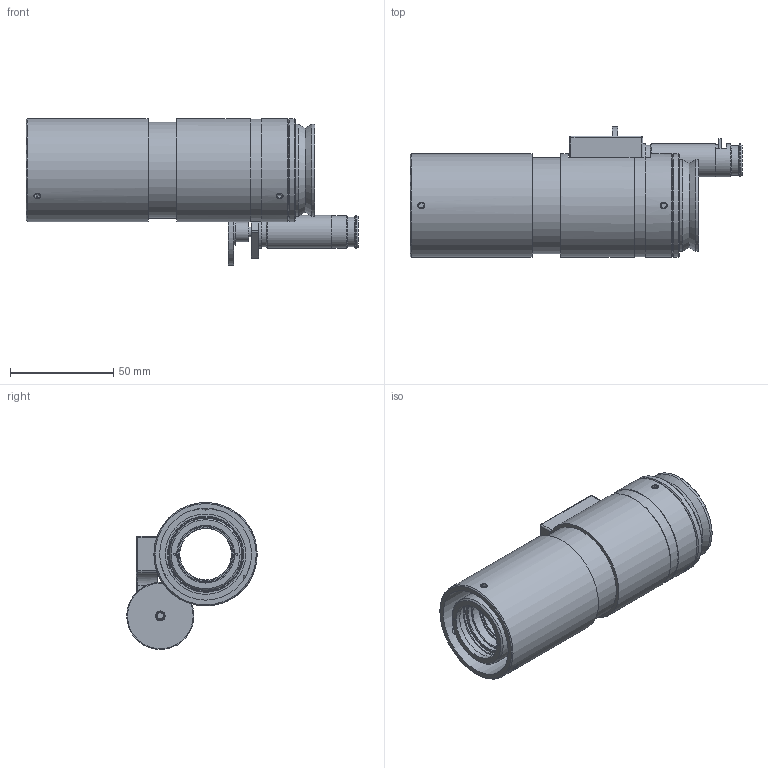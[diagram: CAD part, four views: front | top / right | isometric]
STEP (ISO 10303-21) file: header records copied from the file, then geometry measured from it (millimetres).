
FILE_DESCRIPTION(/* description */ (''),/* implementation_level */ '2;1');
FILE_NAME(/* name */ '80200_0.stp',/* time_stamp */ '2018-01-04T14:47:52-05:00',/* author */ ('BONAFEDE'),/* organization */ ('NAVITAR'),/* preprocessor_version */ 'ST-DEVELOPER v16.13',/* originating_system */ 'Autodesk Inventor 2018',/* authorisation */ '');
FILE_SCHEMA (('AUTOMOTIVE_DESIGN { 1 0 10303 214 3 1 1 }'));
Length unit declared in the file: inch
Products named in the file (1): Part3
Bounding box: 160.7 x 63.2 x 71.16 mm (x, y, z)
Volume: 144694.5 mm3; surface area: 97203.9 mm2
Topology: 6 solids, 20 shells, 1108 faces, 2784 edges, 1840 vertices
Faces by surface type: plane 641, cylinder 262, cone 107, bspline 90, sphere 7, torus 1
Full cylindrical faces by diameter (mm): 0.35 x5, 1.016 x7, 1.524 x11, 1.628 x1, 1.702 x10, 1.854 x2, 1.93 x2, 1.981 x2, 2 x2, 2.159 x1, 2.362 x3, 2.489 x2, 2.997 x1, 3 x5, 3.16 x1, 3.175 x3, 3.251 x6, 3.404 x2, 3.556 x4, 3.8 x2, 3.81 x2, 4.757 x1, 6.35 x1, 9.525 x1, 10.16 x1, 12.7 x1, 14.351 x1, 14.503 x1, 14.986 x1, 15.875 x2
Entity records: 35415 total; most frequent: CARTESIAN_POINT 9426, ORIENTED_EDGE 4856, DIRECTION 4717, EDGE_CURVE 2430, VERTEX_POINT 1732, AXIS2_PLACEMENT_3D 1596, EDGE_LOOP 1560, LINE 1525
